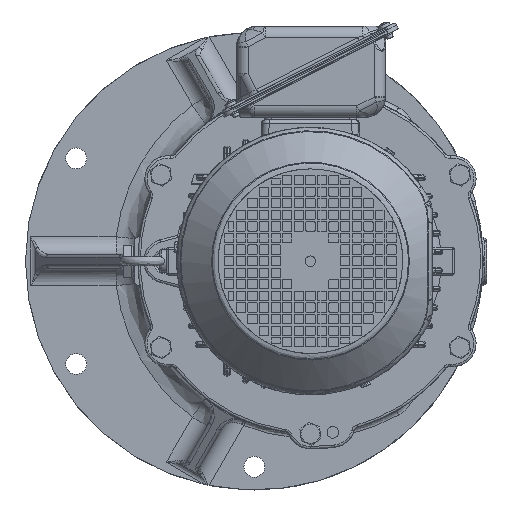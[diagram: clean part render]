
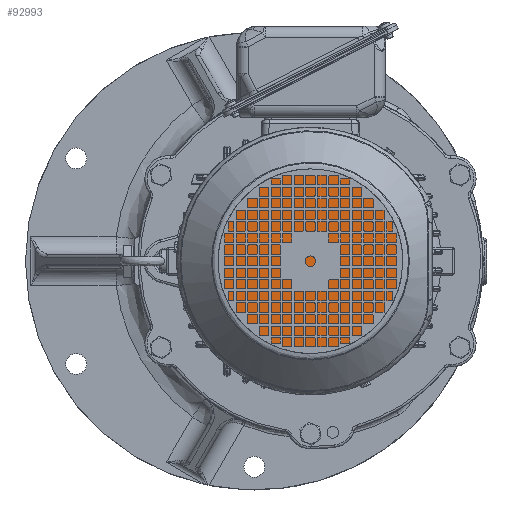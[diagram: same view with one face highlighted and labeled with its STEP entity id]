
A CAD part, left-side view. The second image highlights one B-rep face of the part: STEP entity #92993.
In plain terms, the highlighted planar face has unit normal (-1, 0, 0).
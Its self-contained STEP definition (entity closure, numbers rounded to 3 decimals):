
#1545 = AXIS2_PLACEMENT_3D ( 'NONE', #99616, #30779, #83300 ) ;
#21540 = DIRECTION ( 'NONE',  ( 0., -1., 0. ) ) ;
#24072 = FACE_OUTER_BOUND ( 'NONE', #124310, .T. ) ;
#30779 = DIRECTION ( 'NONE',  ( -1., 0., 0. ) ) ;
#63655 = PLANE ( 'NONE',  #83438 ) ;
#83300 = DIRECTION ( 'NONE',  ( 0., 1., 0. ) ) ;
#83438 = AXIS2_PLACEMENT_3D ( 'NONE', #127464, #99913, #21540 ) ;
#85360 = ORIENTED_EDGE ( 'NONE', *, *, #125882, .T. ) ;
#92993 = ADVANCED_FACE ( 'NONE', ( #24072 ), #63655, .T. ) ;
#99616 = CARTESIAN_POINT ( 'NONE',  ( -243., 0., 0. ) ) ;
#99913 = DIRECTION ( 'NONE',  ( -1., 0., 0. ) ) ;
#106647 = VERTEX_POINT ( 'NONE', #159196 ) ;
#124310 = EDGE_LOOP ( 'NONE', ( #85360 ) ) ;
#125882 = EDGE_CURVE ( 'NONE', #106647, #106647, #144746, .T. ) ;
#127464 = CARTESIAN_POINT ( 'NONE',  ( -243., 99., 0. ) ) ;
#144746 = CIRCLE ( 'NONE', #1545, 97.5 ) ;
#159196 = CARTESIAN_POINT ( 'NONE',  ( -243., 97.5, 0. ) ) ;
